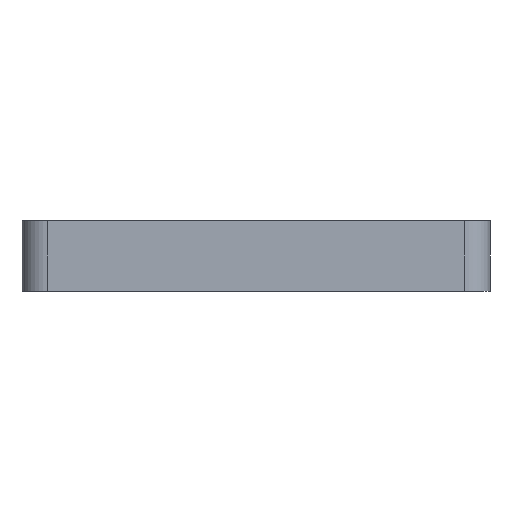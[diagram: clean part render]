
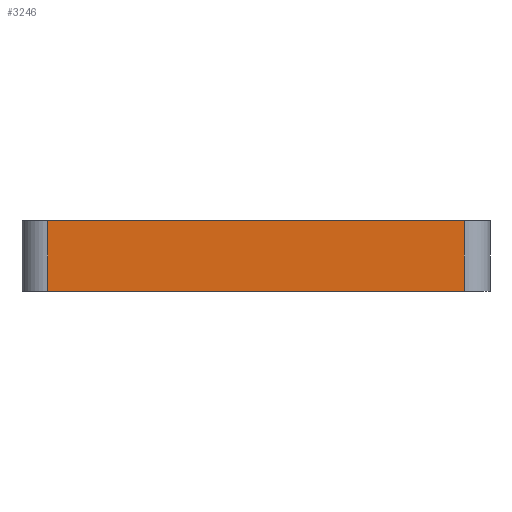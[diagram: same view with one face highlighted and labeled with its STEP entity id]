
A CAD part, front view. The second image highlights one B-rep face of the part: STEP entity #3246.
In plain terms, the highlighted planar face has unit normal (0, -1, 0).
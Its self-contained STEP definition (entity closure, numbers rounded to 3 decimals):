
#111=FACE_OUTER_BOUND('',#276,.T.);
#276=EDGE_LOOP('',(#2296,#2297,#2298,#2299));
#581=LINE('',#5544,#1016);
#582=LINE('',#5547,#1017);
#583=LINE('',#5549,#1018);
#584=LINE('',#5550,#1019);
#1016=VECTOR('',#4476,10.);
#1017=VECTOR('',#4479,10.);
#1018=VECTOR('',#4480,10.);
#1019=VECTOR('',#4481,10.);
#1443=VERTEX_POINT('',#5538);
#1445=VERTEX_POINT('',#5542);
#1446=VERTEX_POINT('',#5546);
#1447=VERTEX_POINT('',#5548);
#1780=EDGE_CURVE('',#1445,#1443,#581,.T.);
#1781=EDGE_CURVE('',#1443,#1446,#582,.T.);
#1782=EDGE_CURVE('',#1447,#1445,#583,.T.);
#1783=EDGE_CURVE('',#1446,#1447,#584,.T.);
#2296=ORIENTED_EDGE('',*,*,#1781,.F.);
#2297=ORIENTED_EDGE('',*,*,#1780,.F.);
#2298=ORIENTED_EDGE('',*,*,#1782,.F.);
#2299=ORIENTED_EDGE('',*,*,#1783,.F.);
#3099=PLANE('',#4012);
#3246=ADVANCED_FACE('',(#111),#3099,.T.);
#4012=AXIS2_PLACEMENT_3D('',#5545,#4477,#4478);
#4476=DIRECTION('',(0.,0.,1.));
#4477=DIRECTION('center_axis',(0.,-1.,0.));
#4478=DIRECTION('ref_axis',(-1.,0.,0.));
#4479=DIRECTION('',(1.,0.,0.));
#4480=DIRECTION('',(-1.,0.,0.));
#4481=DIRECTION('',(0.,0.,-1.));
#5538=CARTESIAN_POINT('',(102.35,-157.965,6.648));
#5542=CARTESIAN_POINT('',(102.35,-157.965,-7.145));
#5544=CARTESIAN_POINT('',(102.35,-157.965,13.355));
#5545=CARTESIAN_POINT('Origin',(188.35,-157.965,13.355));
#5546=CARTESIAN_POINT('',(183.35,-157.965,6.648));
#5547=CARTESIAN_POINT('',(165.6,-157.965,6.648));
#5548=CARTESIAN_POINT('',(183.35,-157.965,-7.145));
#5549=CARTESIAN_POINT('',(165.6,-157.965,-7.145));
#5550=CARTESIAN_POINT('',(183.35,-157.965,13.355));
